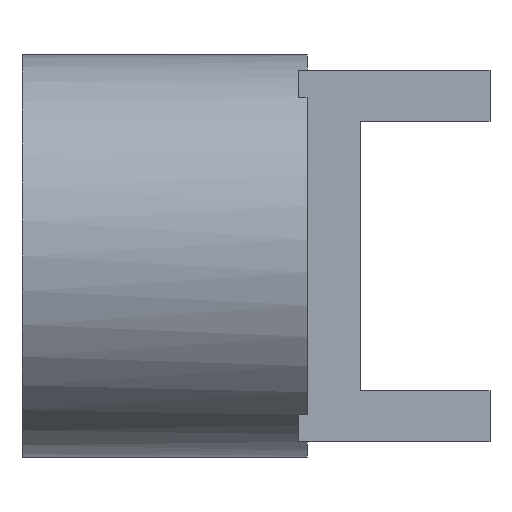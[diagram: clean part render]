
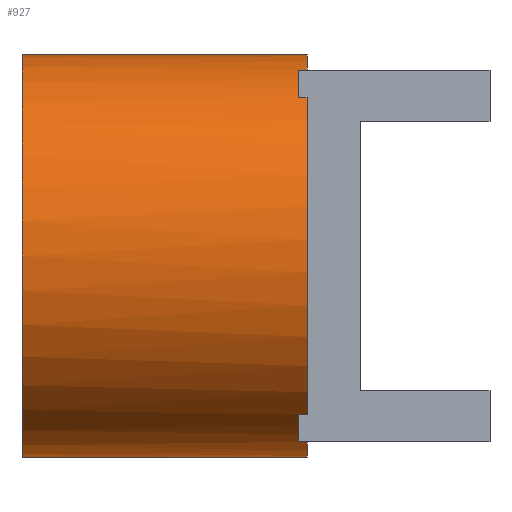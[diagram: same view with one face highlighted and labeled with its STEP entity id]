
A CAD part, left-side view. The second image highlights one B-rep face of the part: STEP entity #927.
In plain terms, the highlighted cylindrical face has radius 32.5 mm (diameter 65 mm), a partial arc.
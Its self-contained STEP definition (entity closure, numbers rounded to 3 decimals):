
#5 = CARTESIAN_POINT ( 'NONE',  ( -12.5, 0., -30. ) ) ;
#29 = ORIENTED_EDGE ( 'NONE', *, *, #882, .T. ) ;
#30 = CIRCLE ( 'NONE', #642, 32.5 ) ;
#34 = AXIS2_PLACEMENT_3D ( 'NONE', #53, #886, #203 ) ;
#41 = CARTESIAN_POINT ( 'NONE',  ( 0., 46., -32.5 ) ) ;
#53 = CARTESIAN_POINT ( 'NONE',  ( 0., 1.388, 0. ) ) ;
#70 = EDGE_CURVE ( 'NONE', #241, #209, #410, .T. ) ;
#75 = CARTESIAN_POINT ( 'NONE',  ( -20., 46., -25.617 ) ) ;
#77 = EDGE_CURVE ( 'NONE', #426, #83, #595, .T. ) ;
#82 = CARTESIAN_POINT ( 'NONE',  ( 0., 0., 0. ) ) ;
#83 = VERTEX_POINT ( 'NONE', #891 ) ;
#86 = DIRECTION ( 'NONE',  ( 0., -1., 0. ) ) ;
#118 = LINE ( 'NONE', #190, #139 ) ;
#124 = VECTOR ( 'NONE', #145, 1000. ) ;
#135 = DIRECTION ( 'NONE',  ( 0., -1., 0. ) ) ;
#139 = VECTOR ( 'NONE', #135, 1000. ) ;
#145 = DIRECTION ( 'NONE',  ( 0., -1., 0. ) ) ;
#149 = DIRECTION ( 'NONE',  ( 0., 1., 0. ) ) ;
#168 = ORIENTED_EDGE ( 'NONE', *, *, #654, .F. ) ;
#179 = CARTESIAN_POINT ( 'NONE',  ( 0., 46., 0. ) ) ;
#184 = ORIENTED_EDGE ( 'NONE', *, *, #77, .T. ) ;
#190 = CARTESIAN_POINT ( 'NONE',  ( 0., 46., 32.5 ) ) ;
#203 = DIRECTION ( 'NONE',  ( 0., 0., -1. ) ) ;
#209 = VERTEX_POINT ( 'NONE', #434 ) ;
#214 = EDGE_CURVE ( 'NONE', #618, #241, #742, .T. ) ;
#222 = VERTEX_POINT ( 'NONE', #973 ) ;
#224 = DIRECTION ( 'NONE',  ( 0., 1., 0. ) ) ;
#229 = LINE ( 'NONE', #465, #821 ) ;
#241 = VERTEX_POINT ( 'NONE', #676 ) ;
#251 = ORIENTED_EDGE ( 'NONE', *, *, #419, .F. ) ;
#263 = CARTESIAN_POINT ( 'NONE',  ( -12.5, 46., 30. ) ) ;
#268 = DIRECTION ( 'NONE',  ( 0., 1., 0. ) ) ;
#271 = EDGE_CURVE ( 'NONE', #209, #83, #229, .T. ) ;
#278 = EDGE_CURVE ( 'NONE', #426, #222, #691, .T. ) ;
#284 = DIRECTION ( 'NONE',  ( 0., 0., 1. ) ) ;
#309 = ORIENTED_EDGE ( 'NONE', *, *, #214, .F. ) ;
#311 = CIRCLE ( 'NONE', #696, 32.5 ) ;
#313 = VECTOR ( 'NONE', #224, 1000. ) ;
#328 = DIRECTION ( 'NONE',  ( 0., -1., 0. ) ) ;
#345 = LINE ( 'NONE', #793, #922 ) ;
#347 = VERTEX_POINT ( 'NONE', #747 ) ;
#358 = DIRECTION ( 'NONE',  ( 0., 1., 0. ) ) ;
#362 = CARTESIAN_POINT ( 'NONE',  ( -12.5, 46., -30. ) ) ;
#397 = CARTESIAN_POINT ( 'NONE',  ( 0., 1.388, 0. ) ) ;
#403 = AXIS2_PLACEMENT_3D ( 'NONE', #397, #328, #714 ) ;
#409 = DIRECTION ( 'NONE',  ( 0., 0., -1. ) ) ;
#410 = CIRCLE ( 'NONE', #34, 32.5 ) ;
#412 = CARTESIAN_POINT ( 'NONE',  ( 0., 46., 0. ) ) ;
#414 = CARTESIAN_POINT ( 'NONE',  ( 0., 0., 0. ) ) ;
#419 = EDGE_CURVE ( 'NONE', #222, #347, #460, .T. ) ;
#426 = VERTEX_POINT ( 'NONE', #703 ) ;
#433 = CARTESIAN_POINT ( 'NONE',  ( -12.5, 0., 30. ) ) ;
#434 = CARTESIAN_POINT ( 'NONE',  ( -20., 1.388, 25.617 ) ) ;
#457 = EDGE_CURVE ( 'NONE', #618, #810, #311, .T. ) ;
#460 = CIRCLE ( 'NONE', #403, 32.5 ) ;
#465 = CARTESIAN_POINT ( 'NONE',  ( -20., 46., 25.617 ) ) ;
#468 = DIRECTION ( 'NONE',  ( 0., 1., 0. ) ) ;
#480 = AXIS2_PLACEMENT_3D ( 'NONE', #82, #149, #284 ) ;
#490 = ORIENTED_EDGE ( 'NONE', *, *, #70, .F. ) ;
#506 = VERTEX_POINT ( 'NONE', #552 ) ;
#507 = DIRECTION ( 'NONE',  ( 0., 0., 1. ) ) ;
#509 = ORIENTED_EDGE ( 'NONE', *, *, #587, .F. ) ;
#552 = CARTESIAN_POINT ( 'NONE',  ( 0., 0., -32.5 ) ) ;
#553 = AXIS2_PLACEMENT_3D ( 'NONE', #179, #806, #409 ) ;
#564 = DIRECTION ( 'NONE',  ( 0., 0., 1. ) ) ;
#575 = CYLINDRICAL_SURFACE ( 'NONE', #553, 32.5 ) ;
#579 = AXIS2_PLACEMENT_3D ( 'NONE', #412, #648, #507 ) ;
#587 = EDGE_CURVE ( 'NONE', #762, #810, #118, .T. ) ;
#595 = CIRCLE ( 'NONE', #480, 32.5 ) ;
#598 = ORIENTED_EDGE ( 'NONE', *, *, #617, .T. ) ;
#613 = CIRCLE ( 'NONE', #579, 32.5 ) ;
#617 = EDGE_CURVE ( 'NONE', #682, #506, #345, .T. ) ;
#618 = VERTEX_POINT ( 'NONE', #433 ) ;
#635 = FACE_OUTER_BOUND ( 'NONE', #791, .T. ) ;
#642 = AXIS2_PLACEMENT_3D ( 'NONE', #414, #268, #727 ) ;
#648 = DIRECTION ( 'NONE',  ( 0., 1., 0. ) ) ;
#654 = EDGE_CURVE ( 'NONE', #682, #762, #613, .T. ) ;
#673 = ORIENTED_EDGE ( 'NONE', *, *, #457, .T. ) ;
#674 = CARTESIAN_POINT ( 'NONE',  ( 0., 46., 32.5 ) ) ;
#676 = CARTESIAN_POINT ( 'NONE',  ( -12.5, 1.388, 30. ) ) ;
#682 = VERTEX_POINT ( 'NONE', #41 ) ;
#691 = LINE ( 'NONE', #75, #313 ) ;
#696 = AXIS2_PLACEMENT_3D ( 'NONE', #773, #468, #564 ) ;
#697 = VECTOR ( 'NONE', #358, 1000. ) ;
#703 = CARTESIAN_POINT ( 'NONE',  ( -20., 0., -25.617 ) ) ;
#714 = DIRECTION ( 'NONE',  ( 0., 0., -1. ) ) ;
#720 = EDGE_CURVE ( 'NONE', #347, #779, #911, .T. ) ;
#727 = DIRECTION ( 'NONE',  ( 0., 0., 1. ) ) ;
#729 = ORIENTED_EDGE ( 'NONE', *, *, #271, .F. ) ;
#742 = LINE ( 'NONE', #263, #697 ) ;
#747 = CARTESIAN_POINT ( 'NONE',  ( -12.5, 1.388, -30. ) ) ;
#751 = ORIENTED_EDGE ( 'NONE', *, *, #278, .F. ) ;
#762 = VERTEX_POINT ( 'NONE', #674 ) ;
#773 = CARTESIAN_POINT ( 'NONE',  ( 0., 0., 0. ) ) ;
#779 = VERTEX_POINT ( 'NONE', #5 ) ;
#791 = EDGE_LOOP ( 'NONE', ( #509, #168, #598, #29, #970, #251, #751, #184, #729, #490, #309, #673 ) ) ;
#793 = CARTESIAN_POINT ( 'NONE',  ( 0., 46., -32.5 ) ) ;
#806 = DIRECTION ( 'NONE',  ( 0., -1., 0. ) ) ;
#809 = DIRECTION ( 'NONE',  ( 0., -1., 0. ) ) ;
#810 = VERTEX_POINT ( 'NONE', #835 ) ;
#821 = VECTOR ( 'NONE', #86, 1000. ) ;
#835 = CARTESIAN_POINT ( 'NONE',  ( 0., 0., 32.5 ) ) ;
#882 = EDGE_CURVE ( 'NONE', #506, #779, #30, .T. ) ;
#886 = DIRECTION ( 'NONE',  ( 0., -1., 0. ) ) ;
#891 = CARTESIAN_POINT ( 'NONE',  ( -20., 0., 25.617 ) ) ;
#911 = LINE ( 'NONE', #362, #124 ) ;
#922 = VECTOR ( 'NONE', #809, 1000. ) ;
#927 = ADVANCED_FACE ( 'NONE', ( #635 ), #575, .T. ) ;
#970 = ORIENTED_EDGE ( 'NONE', *, *, #720, .F. ) ;
#973 = CARTESIAN_POINT ( 'NONE',  ( -20., 1.388, -25.617 ) ) ;
